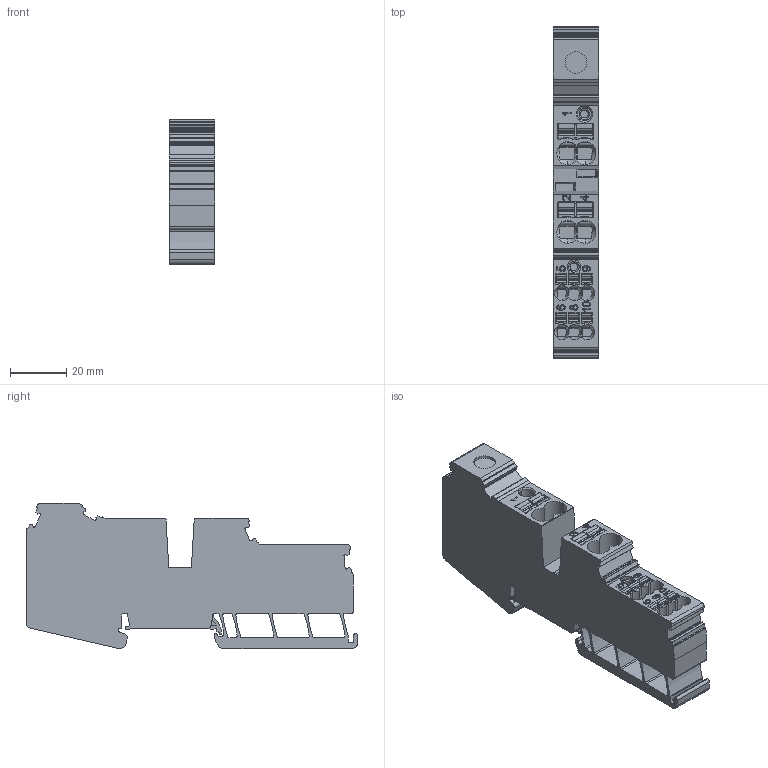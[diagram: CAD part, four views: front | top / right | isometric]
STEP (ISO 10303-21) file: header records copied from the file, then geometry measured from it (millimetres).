
FILE_DESCRIPTION(('CATIA V5 STEP Exchange','CAx-IF Rec.Pracs.--- Model Styling and Organization---1.5--- 2016-08-15','CAx-IF Rec.Pracs.---Supplemental Geometry---1.0---2011-11-01','CAx-IF Rec.Pracs.--- Composite Materials ---1.1---2010-07-15'),'2;1');
FILE_NAME ('1409077-1_1', '2025-09-19T12:45:41+00:00', ('none'), ('Weidmueller'), 'CATIA Version 5-6 Release 2024 SP4', 'CATIA V5 STEP AP214 v3', 'none');
FILE_SCHEMA(('AUTOMOTIVE_DESIGN { 1 0 10303 214 1 1 1 1 }'));
Products named in the file (1): 2860560000
Bounding box: 16.2 x 117.93 x 51.61 mm (x, y, z)
Volume: 63533.6 mm3; surface area: 29695.5 mm2
Topology: 12 solids, 14 shells, 1444 faces, 4386 edges, 2976 vertices
Faces by surface type: plane 745, cylinder 602, bspline 45, extrusion 34, cone 18
Entity records: 53054 total; most frequent: CARTESIAN_POINT 17065, ORIENTED_EDGE 8772, DIRECTION 5434, EDGE_CURVE 4386, VERTEX_POINT 2976, VECTOR 2650, LINE 2616, AXIS2_PLACEMENT_3D 1783
